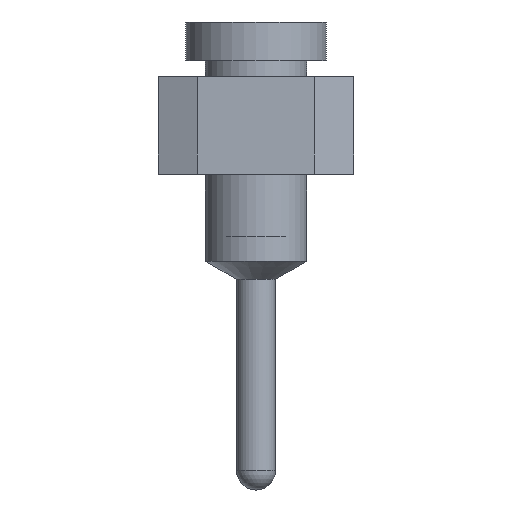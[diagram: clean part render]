
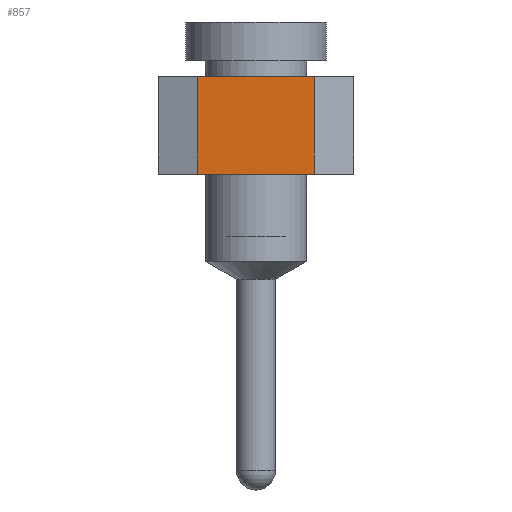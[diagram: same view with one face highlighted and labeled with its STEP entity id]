
A CAD part, left-side view. The second image highlights one B-rep face of the part: STEP entity #857.
In plain terms, the highlighted planar face has unit normal (-1, 0, 0).
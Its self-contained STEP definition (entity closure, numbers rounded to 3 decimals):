
#857 = ADVANCED_FACE('',(#858),#892,.F.);
#858 = FACE_BOUND('',#859,.T.);
#859 = EDGE_LOOP('',(#860,#870,#878,#886));
#860 = ORIENTED_EDGE('',*,*,#861,.T.);
#861 = EDGE_CURVE('',#862,#864,#866,.T.);
#862 = VERTEX_POINT('',#863);
#863 = CARTESIAN_POINT('',(-26.67,0.762,2.57));
#864 = VERTEX_POINT('',#865);
#865 = CARTESIAN_POINT('',(-26.67,0.762,1.3));
#866 = LINE('',#867,#868);
#867 = CARTESIAN_POINT('',(-26.67,0.762,3.84));
#868 = VECTOR('',#869,1.);
#869 = DIRECTION('',(0.,0.,-1.));
#870 = ORIENTED_EDGE('',*,*,#871,.T.);
#871 = EDGE_CURVE('',#864,#872,#874,.T.);
#872 = VERTEX_POINT('',#873);
#873 = CARTESIAN_POINT('',(-26.67,-0.762,1.3));
#874 = LINE('',#875,#876);
#875 = CARTESIAN_POINT('',(-26.67,1.27,1.3));
#876 = VECTOR('',#877,1.);
#877 = DIRECTION('',(0.,-1.,0.));
#878 = ORIENTED_EDGE('',*,*,#879,.F.);
#879 = EDGE_CURVE('',#880,#872,#882,.T.);
#880 = VERTEX_POINT('',#881);
#881 = CARTESIAN_POINT('',(-26.67,-0.762,2.57));
#882 = LINE('',#883,#884);
#883 = CARTESIAN_POINT('',(-26.67,-0.762,3.84));
#884 = VECTOR('',#885,1.);
#885 = DIRECTION('',(0.,0.,-1.));
#886 = ORIENTED_EDGE('',*,*,#887,.F.);
#887 = EDGE_CURVE('',#862,#880,#888,.T.);
#888 = LINE('',#889,#890);
#889 = CARTESIAN_POINT('',(-26.67,1.27,2.57));
#890 = VECTOR('',#891,1.);
#891 = DIRECTION('',(0.,-1.,0.));
#892 = PLANE('',#893);
#893 = AXIS2_PLACEMENT_3D('',#894,#895,#896);
#894 = CARTESIAN_POINT('',(-26.67,1.27,2.57));
#895 = DIRECTION('',(1.,0.,0.));
#896 = DIRECTION('',(0.,1.,0.));
